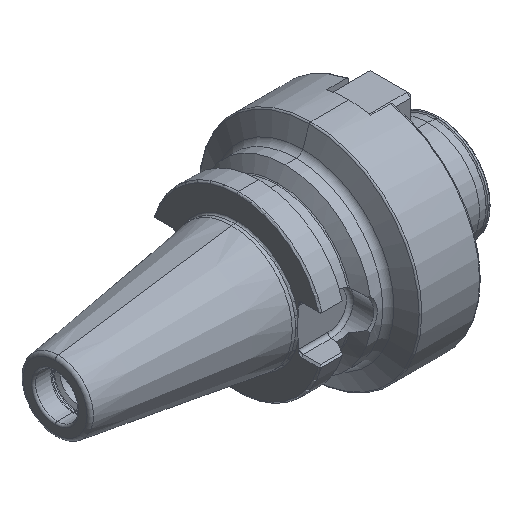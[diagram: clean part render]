
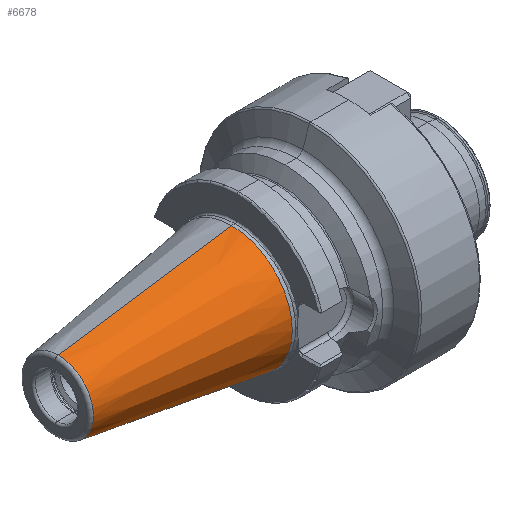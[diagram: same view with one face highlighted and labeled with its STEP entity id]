
A CAD part, isometric view. The second image highlights one B-rep face of the part: STEP entity #6678.
In plain terms, the highlighted conical face has half-angle 8.297 degrees and reference radius 34.925 mm.
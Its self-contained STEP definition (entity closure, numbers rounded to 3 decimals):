
#39 = EDGE_CURVE ( 'NONE', #1683, #2934, #3518, .T. ) ;
#130 = CONICAL_SURFACE ( 'NONE', #1781, 34.925, 0.145 ) ;
#241 = ORIENTED_EDGE ( 'NONE', *, *, #5336, .T. ) ;
#594 = AXIS2_PLACEMENT_3D ( 'NONE', #2446, #4547, #5662 ) ;
#1015 = DIRECTION ( 'NONE',  ( 1., 0., 0. ) ) ;
#1384 = CARTESIAN_POINT ( 'NONE',  ( 0., 0., 34.925 ) ) ;
#1385 = EDGE_LOOP ( 'NONE', ( #1727, #5766, #4539, #241 ) ) ;
#1437 = CARTESIAN_POINT ( 'NONE',  ( 0., 0., 34.925 ) ) ;
#1683 = VERTEX_POINT ( 'NONE', #2402 ) ;
#1727 = ORIENTED_EDGE ( 'NONE', *, *, #39, .F. ) ;
#1781 = AXIS2_PLACEMENT_3D ( 'NONE', #6335, #1015, #5505 ) ;
#1911 = CIRCLE ( 'NONE', #6893, 20.329 ) ;
#1994 = VERTEX_POINT ( 'NONE', #6924 ) ;
#2052 = EDGE_CURVE ( 'NONE', #1994, #6889, #3778, .T. ) ;
#2402 = CARTESIAN_POINT ( 'NONE',  ( -100.089, 0., 20.329 ) ) ;
#2446 = CARTESIAN_POINT ( 'NONE',  ( 0., 0., 0. ) ) ;
#2463 = VECTOR ( 'NONE', #3074, 1000. ) ;
#2934 = VERTEX_POINT ( 'NONE', #1384 ) ;
#2950 = DIRECTION ( 'NONE',  ( 0., 0., 1. ) ) ;
#3074 = DIRECTION ( 'NONE',  ( 0.99, 0., 0.144 ) ) ;
#3168 = FACE_OUTER_BOUND ( 'NONE', #1385, .T. ) ;
#3518 = LINE ( 'NONE', #1437, #2463 ) ;
#3522 = CARTESIAN_POINT ( 'NONE',  ( -100.089, 0., 0. ) ) ;
#3778 = LINE ( 'NONE', #4524, #6812 ) ;
#4216 = EDGE_CURVE ( 'NONE', #1994, #1683, #1911, .T. ) ;
#4326 = CARTESIAN_POINT ( 'NONE',  ( 0., 0., -34.925 ) ) ;
#4524 = CARTESIAN_POINT ( 'NONE',  ( 0., 0., -34.925 ) ) ;
#4539 = ORIENTED_EDGE ( 'NONE', *, *, #2052, .T. ) ;
#4547 = DIRECTION ( 'NONE',  ( -1., 0., 0. ) ) ;
#5336 = EDGE_CURVE ( 'NONE', #6889, #2934, #5652, .T. ) ;
#5505 = DIRECTION ( 'NONE',  ( 0., 0., -1. ) ) ;
#5560 = DIRECTION ( 'NONE',  ( 0.99, 0., -0.144 ) ) ;
#5652 = CIRCLE ( 'NONE', #594, 34.925 ) ;
#5662 = DIRECTION ( 'NONE',  ( 0., 0., 1. ) ) ;
#5688 = DIRECTION ( 'NONE',  ( -1., 0., 0. ) ) ;
#5766 = ORIENTED_EDGE ( 'NONE', *, *, #4216, .F. ) ;
#6335 = CARTESIAN_POINT ( 'NONE',  ( 0., 0., 0. ) ) ;
#6678 = ADVANCED_FACE ( 'NONE', ( #3168 ), #130, .T. ) ;
#6812 = VECTOR ( 'NONE', #5560, 1000. ) ;
#6889 = VERTEX_POINT ( 'NONE', #4326 ) ;
#6893 = AXIS2_PLACEMENT_3D ( 'NONE', #3522, #5688, #2950 ) ;
#6924 = CARTESIAN_POINT ( 'NONE',  ( -100.089, 0., -20.329 ) ) ;
